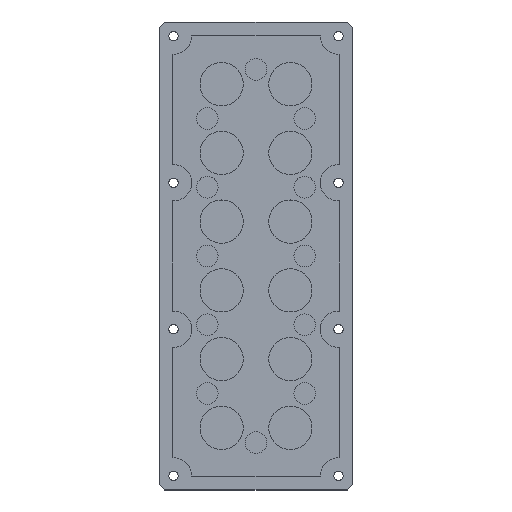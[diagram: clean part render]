
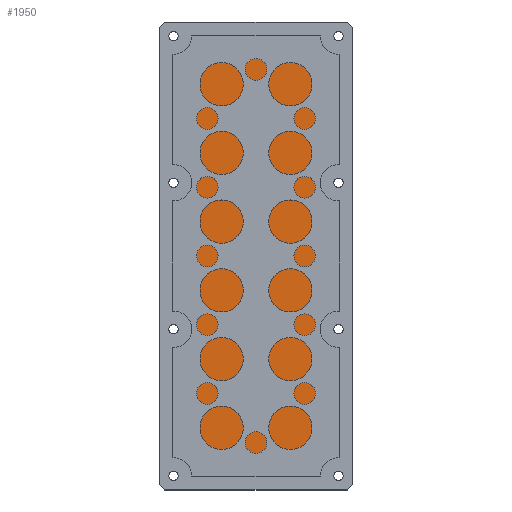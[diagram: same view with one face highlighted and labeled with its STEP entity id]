
A CAD part, top view. The second image highlights one B-rep face of the part: STEP entity #1950.
In plain terms, the highlighted planar face has unit normal (0, 0, 1).
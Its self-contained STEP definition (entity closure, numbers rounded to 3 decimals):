
#101=FACE_BOUND('',#409,.T.);
#102=FACE_BOUND('',#410,.T.);
#103=FACE_BOUND('',#411,.T.);
#104=FACE_BOUND('',#412,.T.);
#105=FACE_BOUND('',#413,.T.);
#106=FACE_BOUND('',#414,.T.);
#107=FACE_BOUND('',#415,.T.);
#108=FACE_BOUND('',#416,.T.);
#146=PLANE('',#2184);
#240=FACE_OUTER_BOUND('',#408,.T.);
#408=EDGE_LOOP('',(#1785,#1786,#1787,#1788,#1789,#1790,#1791,#1792));
#409=EDGE_LOOP('',(#1793));
#410=EDGE_LOOP('',(#1794));
#411=EDGE_LOOP('',(#1795));
#412=EDGE_LOOP('',(#1796));
#413=EDGE_LOOP('',(#1797));
#414=EDGE_LOOP('',(#1798));
#415=EDGE_LOOP('',(#1799));
#416=EDGE_LOOP('',(#1800));
#545=LINE('',#3251,#697);
#549=LINE('',#3259,#701);
#552=LINE('',#3265,#704);
#555=LINE('',#3271,#707);
#558=LINE('',#3277,#710);
#561=LINE('',#3283,#713);
#564=LINE('',#3289,#716);
#567=LINE('',#3294,#719);
#697=VECTOR('',#2715,10.);
#701=VECTOR('',#2721,10.);
#704=VECTOR('',#2726,10.);
#707=VECTOR('',#2731,10.);
#710=VECTOR('',#2736,10.);
#713=VECTOR('',#2741,10.);
#716=VECTOR('',#2746,10.);
#719=VECTOR('',#2751,10.);
#818=CIRCLE('',#2153,1.725);
#820=CIRCLE('',#2156,1.725);
#822=CIRCLE('',#2159,1.725);
#824=CIRCLE('',#2162,1.725);
#826=CIRCLE('',#2165,1.725);
#828=CIRCLE('',#2168,1.725);
#830=CIRCLE('',#2171,1.725);
#832=CIRCLE('',#2174,1.725);
#978=VERTEX_POINT('',#3203);
#980=VERTEX_POINT('',#3209);
#982=VERTEX_POINT('',#3215);
#984=VERTEX_POINT('',#3221);
#986=VERTEX_POINT('',#3227);
#988=VERTEX_POINT('',#3233);
#990=VERTEX_POINT('',#3239);
#992=VERTEX_POINT('',#3245);
#993=VERTEX_POINT('',#3249);
#994=VERTEX_POINT('',#3250);
#997=VERTEX_POINT('',#3258);
#999=VERTEX_POINT('',#3264);
#1001=VERTEX_POINT('',#3270);
#1003=VERTEX_POINT('',#3276);
#1005=VERTEX_POINT('',#3282);
#1007=VERTEX_POINT('',#3288);
#1227=EDGE_CURVE('',#978,#978,#818,.T.);
#1230=EDGE_CURVE('',#980,#980,#820,.T.);
#1233=EDGE_CURVE('',#982,#982,#822,.T.);
#1236=EDGE_CURVE('',#984,#984,#824,.T.);
#1239=EDGE_CURVE('',#986,#986,#826,.T.);
#1242=EDGE_CURVE('',#988,#988,#828,.T.);
#1245=EDGE_CURVE('',#990,#990,#830,.T.);
#1248=EDGE_CURVE('',#992,#992,#832,.T.);
#1249=EDGE_CURVE('',#993,#994,#545,.T.);
#1253=EDGE_CURVE('',#997,#993,#549,.T.);
#1256=EDGE_CURVE('',#999,#997,#552,.T.);
#1259=EDGE_CURVE('',#1001,#999,#555,.T.);
#1262=EDGE_CURVE('',#1003,#1001,#558,.T.);
#1265=EDGE_CURVE('',#1005,#1003,#561,.T.);
#1268=EDGE_CURVE('',#1007,#1005,#564,.T.);
#1271=EDGE_CURVE('',#994,#1007,#567,.T.);
#1785=ORIENTED_EDGE('',*,*,#1271,.F.);
#1786=ORIENTED_EDGE('',*,*,#1249,.F.);
#1787=ORIENTED_EDGE('',*,*,#1253,.F.);
#1788=ORIENTED_EDGE('',*,*,#1256,.F.);
#1789=ORIENTED_EDGE('',*,*,#1259,.F.);
#1790=ORIENTED_EDGE('',*,*,#1262,.F.);
#1791=ORIENTED_EDGE('',*,*,#1265,.F.);
#1792=ORIENTED_EDGE('',*,*,#1268,.F.);
#1793=ORIENTED_EDGE('',*,*,#1227,.T.);
#1794=ORIENTED_EDGE('',*,*,#1230,.T.);
#1795=ORIENTED_EDGE('',*,*,#1233,.T.);
#1796=ORIENTED_EDGE('',*,*,#1236,.T.);
#1797=ORIENTED_EDGE('',*,*,#1239,.T.);
#1798=ORIENTED_EDGE('',*,*,#1242,.T.);
#1799=ORIENTED_EDGE('',*,*,#1245,.T.);
#1800=ORIENTED_EDGE('',*,*,#1248,.T.);
#1950=ADVANCED_FACE('',(#240,#101,#102,#103,#104,#105,#106,#107,#108),#146,
 .F.);
#2153=AXIS2_PLACEMENT_3D('',#3205,#2662,#2663);
#2156=AXIS2_PLACEMENT_3D('',#3211,#2669,#2670);
#2159=AXIS2_PLACEMENT_3D('',#3217,#2676,#2677);
#2162=AXIS2_PLACEMENT_3D('',#3223,#2683,#2684);
#2165=AXIS2_PLACEMENT_3D('',#3229,#2690,#2691);
#2168=AXIS2_PLACEMENT_3D('',#3235,#2697,#2698);
#2171=AXIS2_PLACEMENT_3D('',#3241,#2704,#2705);
#2174=AXIS2_PLACEMENT_3D('',#3247,#2711,#2712);
#2184=AXIS2_PLACEMENT_3D('',#3297,#2755,#2756);
#2662=DIRECTION('center_axis',(0.,0.,-1.));
#2663=DIRECTION('ref_axis',(1.,0.,0.));
#2669=DIRECTION('center_axis',(0.,0.,-1.));
#2670=DIRECTION('ref_axis',(1.,0.,0.));
#2676=DIRECTION('center_axis',(0.,0.,-1.));
#2677=DIRECTION('ref_axis',(1.,0.,0.));
#2683=DIRECTION('center_axis',(0.,0.,-1.));
#2684=DIRECTION('ref_axis',(1.,0.,0.));
#2690=DIRECTION('center_axis',(0.,0.,-1.));
#2691=DIRECTION('ref_axis',(1.,0.,0.));
#2697=DIRECTION('center_axis',(0.,0.,-1.));
#2698=DIRECTION('ref_axis',(1.,0.,0.));
#2704=DIRECTION('center_axis',(0.,0.,-1.));
#2705=DIRECTION('ref_axis',(1.,0.,0.));
#2711=DIRECTION('center_axis',(0.,0.,-1.));
#2712=DIRECTION('ref_axis',(1.,0.,0.));
#2715=DIRECTION('',(-0.707,0.707,0.));
#2721=DIRECTION('',(-1.,0.,0.));
#2726=DIRECTION('',(-0.707,-0.707,0.));
#2731=DIRECTION('',(0.,-1.,0.));
#2736=DIRECTION('',(0.707,-0.707,0.));
#2741=DIRECTION('',(1.,0.,0.));
#2746=DIRECTION('',(0.707,0.707,0.));
#2751=DIRECTION('',(0.,1.,0.));
#2755=DIRECTION('center_axis',(0.,0.,-1.));
#2756=DIRECTION('ref_axis',(1.,0.,0.));
#3203=CARTESIAN_POINT('',(3.475,-27.1,0.));
#3205=CARTESIAN_POINT('Origin',(5.2,-27.1,0.));
#3209=CARTESIAN_POINT('',(64.475,-27.1,0.));
#3211=CARTESIAN_POINT('Origin',(66.2,-27.1,0.));
#3215=CARTESIAN_POINT('',(64.475,27.1,0.));
#3217=CARTESIAN_POINT('Origin',(66.2,27.1,0.));
#3221=CARTESIAN_POINT('',(3.475,-81.3,0.));
#3223=CARTESIAN_POINT('Origin',(5.2,-81.3,0.));
#3227=CARTESIAN_POINT('',(3.475,27.1,0.));
#3229=CARTESIAN_POINT('Origin',(5.2,27.1,0.));
#3233=CARTESIAN_POINT('',(64.475,-81.3,0.));
#3235=CARTESIAN_POINT('Origin',(66.2,-81.3,0.));
#3239=CARTESIAN_POINT('',(3.475,81.3,0.));
#3241=CARTESIAN_POINT('Origin',(5.2,81.3,0.));
#3245=CARTESIAN_POINT('',(64.475,81.3,0.));
#3247=CARTESIAN_POINT('Origin',(66.2,81.3,0.));
#3249=CARTESIAN_POINT('',(2.,-86.5,0.));
#3250=CARTESIAN_POINT('',(0.,-84.5,0.));
#3251=CARTESIAN_POINT('',(2.,-86.5,0.));
#3258=CARTESIAN_POINT('',(69.4,-86.5,0.));
#3259=CARTESIAN_POINT('',(69.4,-86.5,0.));
#3264=CARTESIAN_POINT('',(71.4,-84.5,0.));
#3265=CARTESIAN_POINT('',(71.4,-84.5,0.));
#3270=CARTESIAN_POINT('',(71.4,84.5,0.));
#3271=CARTESIAN_POINT('',(71.4,84.5,0.));
#3276=CARTESIAN_POINT('',(69.4,86.5,0.));
#3277=CARTESIAN_POINT('',(69.4,86.5,0.));
#3282=CARTESIAN_POINT('',(2.,86.5,0.));
#3283=CARTESIAN_POINT('',(2.,86.5,0.));
#3288=CARTESIAN_POINT('',(0.,84.5,0.));
#3289=CARTESIAN_POINT('',(0.,84.5,0.));
#3294=CARTESIAN_POINT('',(0.,-84.5,0.));
#3297=CARTESIAN_POINT('Origin',(35.7,0.,0.));
